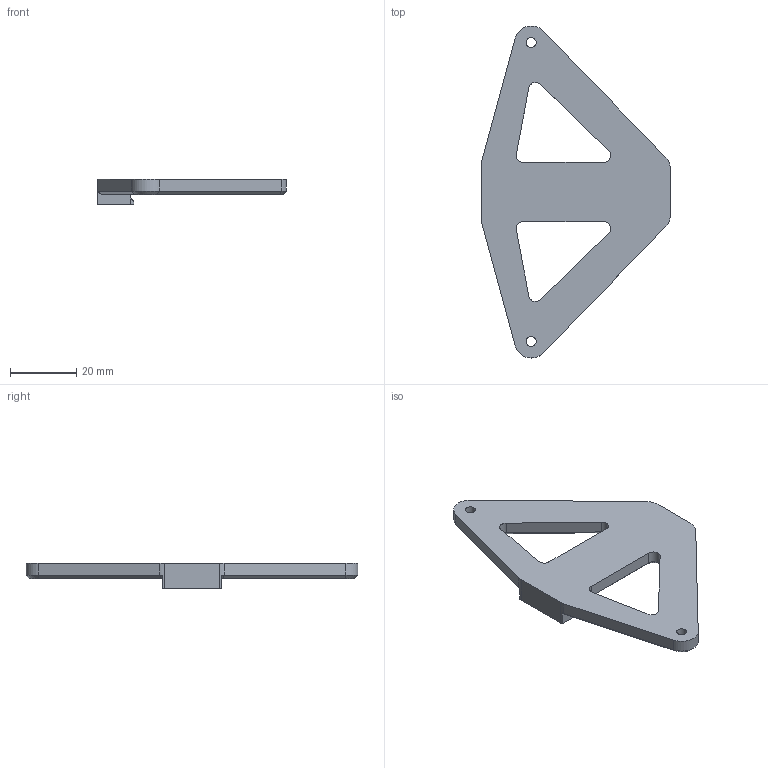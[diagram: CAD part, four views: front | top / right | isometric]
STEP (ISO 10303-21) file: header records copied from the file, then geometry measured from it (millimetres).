
FILE_DESCRIPTION(/* description */ ('STEP AP214'),/* implementation_level */ '2;1');
FILE_NAME(/* name */ 'BTT octopus DIN mount B.stp',/* time_stamp */ '2021-07-11T22:54:11-05:00',/* author */ ('robert'),/* organization */ (''),/* preprocessor_version */ 'ST-DEVELOPER v18',/* originating_system */ 'Autodesk Inventor 2020',/* authorisation */ '');
FILE_SCHEMA (('AUTOMOTIVE_DESIGN { 1 0 10303 214 3 1 1 }'));
Length unit declared in the file: millimetre
Products named in the file (1): Base_snap
Bounding box: 56.9 x 99.99 x 7.6 mm (x, y, z)
Volume: 13096.1 mm3; surface area: 7501.7 mm2
Topology: 1 solids, 1 shells, 63 faces, 159 edges, 98 vertices
Faces by surface type: plane 31, cylinder 18, cone 14
Full cylindrical faces by diameter (mm): 3 x2
Entity records: 1939 total; most frequent: DIRECTION 339, CARTESIAN_POINT 325, ORIENTED_EDGE 318, EDGE_CURVE 159, AXIS2_PLACEMENT_3D 118, LINE 103, VECTOR 103, VERTEX_POINT 98
